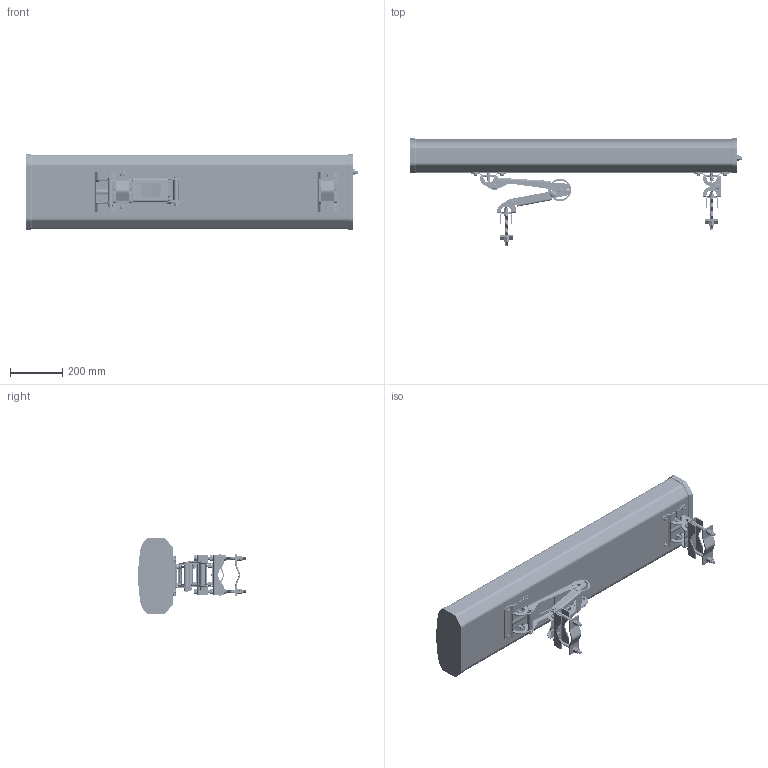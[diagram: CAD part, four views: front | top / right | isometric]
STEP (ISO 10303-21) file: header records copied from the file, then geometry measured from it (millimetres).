
FILE_DESCRIPTION (( 'STEP AP214' ), '1' );
FILE_NAME ('HG913P-120_3D.step', '2025-10-20T15:10:21', ( '' ), ( '' ), 'SwSTEP 2.0', 'SolidWorks 2025', '' );
FILE_SCHEMA (( 'AUTOMOTIVE_DESIGN' ));
Length unit declared in the file: inch
Products named in the file (9): HG913P-120_Bracket2; HG913P-120_ANTENNA; HG913P-120_BracketBolt1; HG913P-120_Bracket4; HG913P-120_3D; HG913P-120_BracketBolt2; HG913P-120_M8HexBoltW2N; HG913P-120_Bracket1; HG913P-120_Bracket3
Assembly tree (19 placements, depth 2):
  HG913P-120_3D
    HG913P-120_ANTENNA
    HG913P-120_Bracket2
    HG913P-120_Bracket1
    HG913P-120_Bracket3  x4
    HG913P-120_Bracket4  x2
    HG913P-120_BracketBolt1  x4
    HG913P-120_BracketBolt2  x2
    HG913P-120_M8HexBoltW2N  x4
Bounding box: 1265.94 x 409.41 x 288.93 mm (x, y, z)
Volume: 42371670.1 mm3; surface area: 1488984.3 mm2
Topology: 37 solids, 43 shells, 4796 faces, 10732 edges, 6129 vertices
Faces by surface type: cone 3012, plane 948, cylinder 562, torus 270, sphere 4
Entity records: 69460 total; most frequent: CARTESIAN_POINT 17145, DIRECTION 11521, ORIENTED_EDGE 10442, EDGE_CURVE 5221, AXIS2_PLACEMENT_3D 4576, VERTEX_POINT 3048, EDGE_LOOP 2413, LINE 2369
